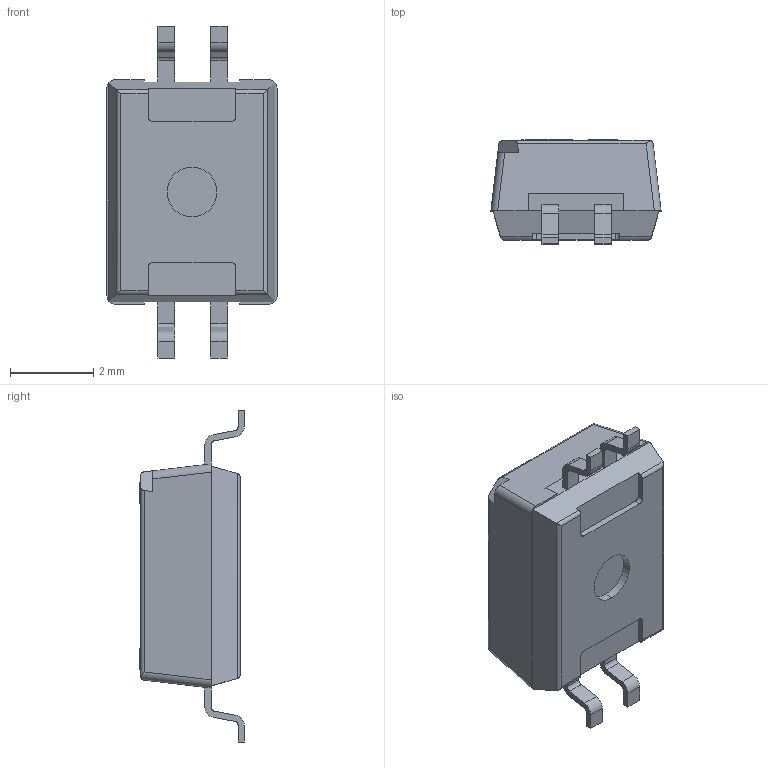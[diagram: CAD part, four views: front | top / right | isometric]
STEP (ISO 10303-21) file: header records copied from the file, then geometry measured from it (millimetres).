
FILE_DESCRIPTION (( 'STEP AP214' ), '1' );
FILE_NAME ('CHS-02TB.STEP', '2024-07-25T13:11:37', ( '' ), ( '' ), 'SwSTEP 2.0', 'SolidWorks 2023', '' );
FILE_SCHEMA (( 'AUTOMOTIVE_DESIGN' ));
Length unit declared in the file: millimetre
Products named in the file (4): CHS-02TB; CHS-02TB(2); CHS-slider; CHS-02-G-body
Assembly tree (4 placements, depth 3):
  CHS-02TB
    CHS-02TB(2)
      CHS-02-G-body
      CHS-slider  x2
Bounding box: 4.1 x 2.52 x 8 mm (x, y, z)
Volume: 46.5 mm3; surface area: 99.3 mm2
Topology: 3 solids, 3 shells, 213 faces, 573 edges, 374 vertices
Faces by surface type: plane 140, cylinder 73
Entity records: 6202 total; most frequent: CARTESIAN_POINT 1255, ORIENTED_EDGE 1050, DIRECTION 974, EDGE_CURVE 525, LINE 380, VECTOR 380, VERTEX_POINT 342, AXIS2_PLACEMENT_3D 297
